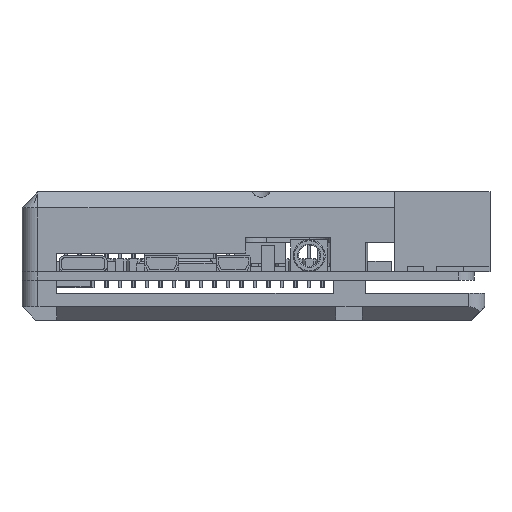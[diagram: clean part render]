
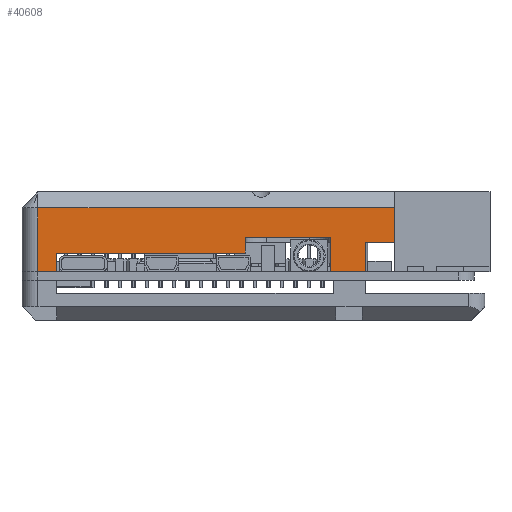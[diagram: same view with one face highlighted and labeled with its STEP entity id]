
A CAD part, front view. The second image highlights one B-rep face of the part: STEP entity #40608.
In plain terms, the highlighted planar face has unit normal (0, -1, 0).
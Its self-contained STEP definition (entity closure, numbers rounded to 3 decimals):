
#1575=FACE_OUTER_BOUND('',#3836,.T.);
#3836=EDGE_LOOP('',(#27501,#27502,#27503,#27504,#27505,#27506,#27507,#27508,
#27509,#27510,#27511,#27512));
#6593=LINE('',#57112,#11907);
#6670=LINE('',#57278,#11984);
#6671=LINE('',#57283,#11985);
#6672=LINE('',#57285,#11986);
#6673=LINE('',#57287,#11987);
#6674=LINE('',#57289,#11988);
#6675=LINE('',#57291,#11989);
#6676=LINE('',#57293,#11990);
#6677=LINE('',#57295,#11991);
#6678=LINE('',#57297,#11992);
#6679=LINE('',#57299,#11993);
#6680=LINE('',#57300,#11994);
#11907=VECTOR('',#46243,10.);
#11984=VECTOR('',#46416,10.);
#11985=VECTOR('',#46423,10.);
#11986=VECTOR('',#46424,10.);
#11987=VECTOR('',#46425,10.);
#11988=VECTOR('',#46426,10.);
#11989=VECTOR('',#46427,10.);
#11990=VECTOR('',#46428,10.);
#11991=VECTOR('',#46429,10.);
#11992=VECTOR('',#46430,10.);
#11993=VECTOR('',#46431,10.);
#11994=VECTOR('',#46432,10.);
#17163=VERTEX_POINT('',#57109);
#17164=VERTEX_POINT('',#57111);
#17205=VERTEX_POINT('',#57276);
#17206=VERTEX_POINT('',#57282);
#17207=VERTEX_POINT('',#57284);
#17208=VERTEX_POINT('',#57286);
#17209=VERTEX_POINT('',#57288);
#17210=VERTEX_POINT('',#57290);
#17211=VERTEX_POINT('',#57292);
#17212=VERTEX_POINT('',#57294);
#17213=VERTEX_POINT('',#57296);
#17214=VERTEX_POINT('',#57298);
#21170=EDGE_CURVE('',#17164,#17163,#6593,.T.);
#21257=EDGE_CURVE('',#17205,#17163,#6670,.T.);
#21259=EDGE_CURVE('',#17206,#17205,#6671,.T.);
#21260=EDGE_CURVE('',#17207,#17206,#6672,.T.);
#21261=EDGE_CURVE('',#17208,#17207,#6673,.T.);
#21262=EDGE_CURVE('',#17209,#17208,#6674,.T.);
#21263=EDGE_CURVE('',#17209,#17210,#6675,.T.);
#21264=EDGE_CURVE('',#17210,#17211,#6676,.T.);
#21265=EDGE_CURVE('',#17211,#17212,#6677,.T.);
#21266=EDGE_CURVE('',#17213,#17212,#6678,.T.);
#21267=EDGE_CURVE('',#17214,#17213,#6679,.T.);
#21268=EDGE_CURVE('',#17164,#17214,#6680,.T.);
#27501=ORIENTED_EDGE('',*,*,#21257,.F.);
#27502=ORIENTED_EDGE('',*,*,#21259,.F.);
#27503=ORIENTED_EDGE('',*,*,#21260,.F.);
#27504=ORIENTED_EDGE('',*,*,#21261,.F.);
#27505=ORIENTED_EDGE('',*,*,#21262,.F.);
#27506=ORIENTED_EDGE('',*,*,#21263,.T.);
#27507=ORIENTED_EDGE('',*,*,#21264,.T.);
#27508=ORIENTED_EDGE('',*,*,#21265,.T.);
#27509=ORIENTED_EDGE('',*,*,#21266,.F.);
#27510=ORIENTED_EDGE('',*,*,#21267,.F.);
#27511=ORIENTED_EDGE('',*,*,#21268,.F.);
#27512=ORIENTED_EDGE('',*,*,#21170,.T.);
#38593=PLANE('',#43101);
#40608=ADVANCED_FACE('',(#1575),#38593,.T.);
#43101=AXIS2_PLACEMENT_3D('',#57281,#46421,#46422);
#46243=DIRECTION('',(0.,0.,1.));
#46416=DIRECTION('',(1.,0.,0.));
#46421=DIRECTION('center_axis',(0.,-1.,0.));
#46422=DIRECTION('ref_axis',(1.,0.,0.));
#46423=DIRECTION('',(0.,0.,1.));
#46424=DIRECTION('',(-1.,0.,0.));
#46425=DIRECTION('',(0.,0.,-1.));
#46426=DIRECTION('',(-1.,0.,0.));
#46427=DIRECTION('',(0.,0.,1.));
#46428=DIRECTION('',(1.,0.,0.));
#46429=DIRECTION('',(0.,0.,-1.));
#46430=DIRECTION('',(-1.,0.,0.));
#46431=DIRECTION('',(0.,0.,-1.));
#46432=DIRECTION('',(-1.,0.,0.));
#57109=CARTESIAN_POINT('',(0.,0.,6.5));
#57111=CARTESIAN_POINT('',(0.,0.,0.));
#57112=CARTESIAN_POINT('',(0.,0.,0.));
#57276=CARTESIAN_POINT('',(-67.,0.,6.5));
#57278=CARTESIAN_POINT('',(-52.5,0.,6.5));
#57281=CARTESIAN_POINT('Origin',(-70.,0.,0.));
#57282=CARTESIAN_POINT('',(-67.,0.,-5.5));
#57283=CARTESIAN_POINT('',(-67.,0.,0.));
#57284=CARTESIAN_POINT('',(-63.5,0.,-5.5));
#57285=CARTESIAN_POINT('',(0.,0.,-5.5));
#57286=CARTESIAN_POINT('',(-63.5,0.,-2.));
#57287=CARTESIAN_POINT('',(-63.5,0.,0.));
#57288=CARTESIAN_POINT('',(-28.,0.,-2.));
#57289=CARTESIAN_POINT('',(0.,0.,-2.));
#57290=CARTESIAN_POINT('',(-28.,0.,1.));
#57291=CARTESIAN_POINT('',(-28.,0.,0.));
#57292=CARTESIAN_POINT('',(-12.,0.,1.));
#57293=CARTESIAN_POINT('',(-45.,0.,1.));
#57294=CARTESIAN_POINT('',(-12.,0.,-5.5));
#57295=CARTESIAN_POINT('',(-12.,0.,0.));
#57296=CARTESIAN_POINT('',(-5.5,0.,-5.5));
#57297=CARTESIAN_POINT('',(0.,0.,-5.5));
#57298=CARTESIAN_POINT('',(-5.5,0.,0.));
#57299=CARTESIAN_POINT('',(-5.5,0.,0.));
#57300=CARTESIAN_POINT('',(0.,0.,0.));
